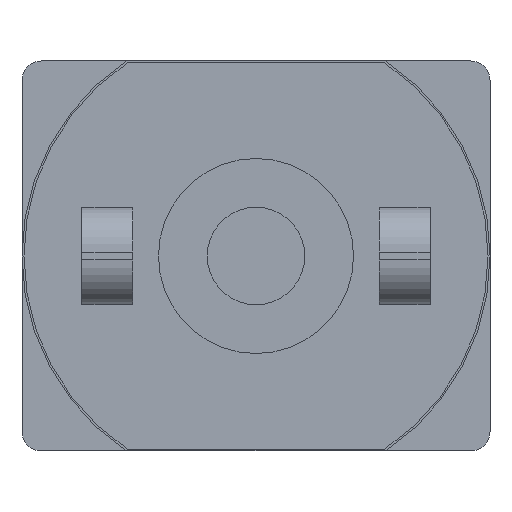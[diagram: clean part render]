
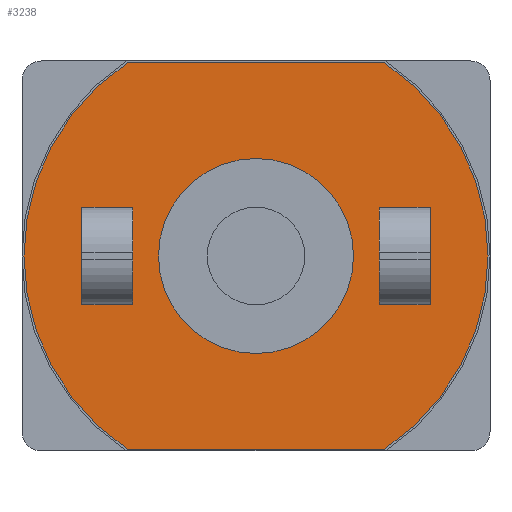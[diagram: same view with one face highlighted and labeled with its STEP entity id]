
A CAD part, front view. The second image highlights one B-rep face of the part: STEP entity #3238.
In plain terms, the highlighted planar face has unit normal (0, -1, 0).
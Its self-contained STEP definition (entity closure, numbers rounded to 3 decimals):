
#143=FACE_BOUND('',#707,.T.);
#249=PLANE('',#3642);
#440=FACE_OUTER_BOUND('',#706,.T.);
#706=EDGE_LOOP('',(#2831,#2832,#2833,#2834));
#707=EDGE_LOOP('',(#2835));
#950=LINE('',#5503,#1191);
#954=LINE('',#5513,#1195);
#1191=VECTOR('',#4552,10.);
#1195=VECTOR('',#4564,10.);
#1371=CIRCLE('',#3628,2.5);
#1375=CIRCLE('',#3635,5.95);
#1377=CIRCLE('',#3639,5.95);
#1641=VERTEX_POINT('',#5480);
#1646=VERTEX_POINT('',#5494);
#1647=VERTEX_POINT('',#5496);
#1649=VERTEX_POINT('',#5502);
#1651=VERTEX_POINT('',#5508);
#2040=EDGE_CURVE('',#1641,#1641,#1371,.T.);
#2046=EDGE_CURVE('',#1647,#1646,#1375,.F.);
#2049=EDGE_CURVE('',#1649,#1647,#950,.F.);
#2052=EDGE_CURVE('',#1651,#1649,#1377,.F.);
#2055=EDGE_CURVE('',#1646,#1651,#954,.F.);
#2831=ORIENTED_EDGE('',*,*,#2055,.T.);
#2832=ORIENTED_EDGE('',*,*,#2052,.T.);
#2833=ORIENTED_EDGE('',*,*,#2049,.T.);
#2834=ORIENTED_EDGE('',*,*,#2046,.T.);
#2835=ORIENTED_EDGE('',*,*,#2040,.T.);
#3238=ADVANCED_FACE('',(#440,#143),#249,.T.);
#3628=AXIS2_PLACEMENT_3D('',#5482,#4530,#4531);
#3635=AXIS2_PLACEMENT_3D('',#5497,#4546,#4547);
#3639=AXIS2_PLACEMENT_3D('',#5509,#4558,#4559);
#3642=AXIS2_PLACEMENT_3D('',#5515,#4567,#4568);
#4530=DIRECTION('center_axis',(0.,1.,0.));
#4531=DIRECTION('ref_axis',(1.,0.,0.));
#4546=DIRECTION('center_axis',(0.,1.,0.));
#4547=DIRECTION('ref_axis',(1.,0.,0.));
#4552=DIRECTION('',(-1.,0.,0.));
#4558=DIRECTION('center_axis',(0.,1.,0.));
#4559=DIRECTION('ref_axis',(1.,0.,0.));
#4564=DIRECTION('',(1.,0.,0.));
#4567=DIRECTION('center_axis',(0.,-1.,0.));
#4568=DIRECTION('ref_axis',(0.,0.,-1.));
#5480=CARTESIAN_POINT('',(-2.5,-15.1,0.));
#5482=CARTESIAN_POINT('Origin',(0.,-15.1,0.));
#5494=CARTESIAN_POINT('',(3.302,-15.1,4.95));
#5496=CARTESIAN_POINT('',(3.302,-15.1,-4.95));
#5497=CARTESIAN_POINT('Origin',(0.,-15.1,0.));
#5502=CARTESIAN_POINT('',(-3.302,-15.1,-4.95));
#5503=CARTESIAN_POINT('',(-1.658,-15.1,-4.95));
#5508=CARTESIAN_POINT('',(-3.302,-15.1,4.95));
#5509=CARTESIAN_POINT('Origin',(0.,-15.1,0.));
#5513=CARTESIAN_POINT('',(1.658,-15.1,4.95));
#5515=CARTESIAN_POINT('Origin',(0.,-15.1,0.));
